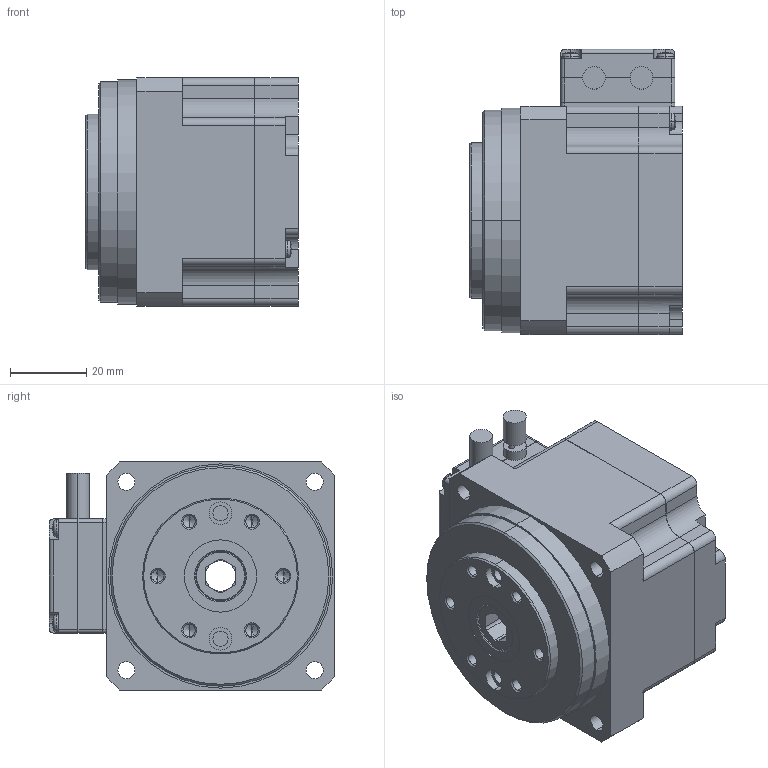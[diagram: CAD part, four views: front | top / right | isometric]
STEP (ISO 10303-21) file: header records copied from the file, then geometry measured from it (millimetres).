
FILE_DESCRIPTION (( 'STEP AP214' ), '1' );
FILE_NAME ('FHA-11C-XXX-US200.STEP', '2017-01-13T16:40:12', ( '' ), ( '' ), 'SwSTEP 2.0', 'SolidWorks 2015', '' );
FILE_SCHEMA (( 'AUTOMOTIVE_DESIGN' ));
Length unit declared in the file: millimetre
Products named in the file (1): FHA-11C-XXX-US200
Bounding box: 56 x 75 x 60 mm (x, y, z)
Volume: 179928.2 mm3; surface area: 24007.6 mm2
Topology: 1 solids, 1 shells, 407 faces, 1091 edges, 698 vertices
Faces by surface type: plane 204, cylinder 147, cone 32, bspline 24
Entity records: 13067 total; most frequent: CARTESIAN_POINT 2713, DIRECTION 2203, ORIENTED_EDGE 2158, EDGE_CURVE 1079, AXIS2_PLACEMENT_3D 792, VERTEX_POINT 698, VECTOR 619, LINE 619
